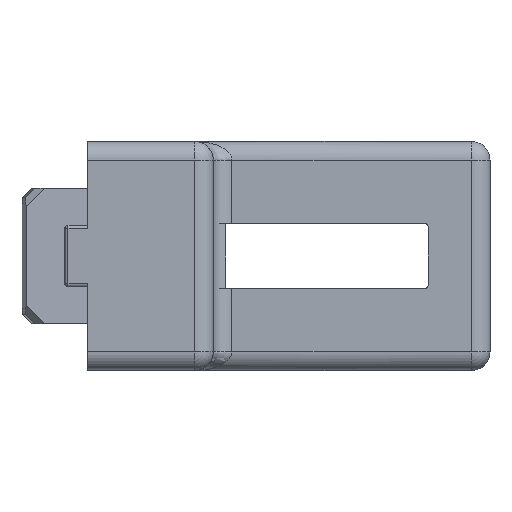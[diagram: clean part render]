
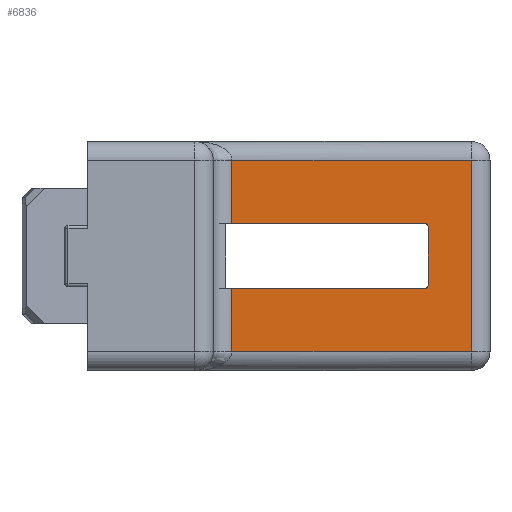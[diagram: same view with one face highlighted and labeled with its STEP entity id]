
A CAD part, front view. The second image highlights one B-rep face of the part: STEP entity #6836.
In plain terms, the highlighted face is planar.
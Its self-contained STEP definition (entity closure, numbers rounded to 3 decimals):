
#150 = LINE ( 'NONE', #2943, #2623 ) ;
#226 = AXIS2_PLACEMENT_3D ( 'NONE', #6546, #5923, #689 ) ;
#268 = CARTESIAN_POINT ( 'NONE',  ( 23.3, 20.3, 3. ) ) ;
#351 = ORIENTED_EDGE ( 'NONE', *, *, #426, .T. ) ;
#426 = EDGE_CURVE ( 'NONE', #1754, #2399, #3482, .T. ) ;
#649 = FACE_OUTER_BOUND ( 'NONE', #6186, .T. ) ;
#689 = DIRECTION ( 'NONE',  ( 0., 0., -1. ) ) ;
#733 = CARTESIAN_POINT ( 'NONE',  ( 23.3, 20.3, 23.7 ) ) ;
#872 = DIRECTION ( 'NONE',  ( 0., 0., -1. ) ) ;
#1370 = LINE ( 'NONE', #1639, #4978 ) ;
#1426 = ORIENTED_EDGE ( 'NONE', *, *, #7025, .F. ) ;
#1442 = EDGE_CURVE ( 'NONE', #2978, #3653, #7353, .T. ) ;
#1639 = CARTESIAN_POINT ( 'NONE',  ( 55., 20.3, 37. ) ) ;
#1754 = VERTEX_POINT ( 'NONE', #268 ) ;
#1786 = DIRECTION ( 'NONE',  ( 0., 0., -1. ) ) ;
#1857 = VECTOR ( 'NONE', #6167, 1000. ) ;
#1960 = DIRECTION ( 'NONE',  ( -1., 0., 0. ) ) ;
#1982 = DIRECTION ( 'NONE',  ( -1., 0., 0. ) ) ;
#2069 = CARTESIAN_POINT ( 'NONE',  ( 20.3, 20.3, 23.7 ) ) ;
#2211 = EDGE_CURVE ( 'NONE', #7432, #5518, #6106, .T. ) ;
#2245 = CARTESIAN_POINT ( 'NONE',  ( 20.3, 20.3, 13.3 ) ) ;
#2363 = ORIENTED_EDGE ( 'NONE', *, *, #2810, .T. ) ;
#2370 = VECTOR ( 'NONE', #4793, 1000. ) ;
#2398 = CARTESIAN_POINT ( 'NONE',  ( 23.3, 20.3, 34. ) ) ;
#2399 = VERTEX_POINT ( 'NONE', #7565 ) ;
#2496 = CARTESIAN_POINT ( 'NONE',  ( 55., 20.3, 23.2 ) ) ;
#2623 = VECTOR ( 'NONE', #4805, 1000. ) ;
#2703 = EDGE_CURVE ( 'NONE', #3653, #1754, #3934, .T. ) ;
#2724 = VECTOR ( 'NONE', #1982, 1000. ) ;
#2759 = ORIENTED_EDGE ( 'NONE', *, *, #4102, .T. ) ;
#2810 = EDGE_CURVE ( 'NONE', #5113, #6127, #3807, .T. ) ;
#2896 = ORIENTED_EDGE ( 'NONE', *, *, #2211, .T. ) ;
#2943 = CARTESIAN_POINT ( 'NONE',  ( 20.3, 20.3, 34. ) ) ;
#2978 = VERTEX_POINT ( 'NONE', #4280 ) ;
#3172 = AXIS2_PLACEMENT_3D ( 'NONE', #7333, #5598, #872 ) ;
#3199 = LINE ( 'NONE', #2069, #7556 ) ;
#3214 = VECTOR ( 'NONE', #7518, 1000. ) ;
#3249 = CARTESIAN_POINT ( 'NONE',  ( 54.5, 20.3, 23.7 ) ) ;
#3473 = PLANE ( 'NONE',  #226 ) ;
#3482 = LINE ( 'NONE', #4015, #6944 ) ;
#3503 = LINE ( 'NONE', #2398, #2370 ) ;
#3543 = VERTEX_POINT ( 'NONE', #733 ) ;
#3547 = EDGE_CURVE ( 'NONE', #3865, #2978, #150, .T. ) ;
#3653 = VERTEX_POINT ( 'NONE', #6964 ) ;
#3681 = CARTESIAN_POINT ( 'NONE',  ( 20.3, 20.3, 3. ) ) ;
#3734 = ORIENTED_EDGE ( 'NONE', *, *, #2703, .T. ) ;
#3807 = CIRCLE ( 'NONE', #5789, 0.5 ) ;
#3838 = ORIENTED_EDGE ( 'NONE', *, *, #6591, .T. ) ;
#3849 = EDGE_CURVE ( 'NONE', #3543, #3865, #3503, .T. ) ;
#3865 = VERTEX_POINT ( 'NONE', #5999 ) ;
#3934 = LINE ( 'NONE', #3681, #2724 ) ;
#4015 = CARTESIAN_POINT ( 'NONE',  ( 23.3, 20.3, 13.3 ) ) ;
#4102 = EDGE_CURVE ( 'NONE', #2399, #5113, #5631, .T. ) ;
#4280 = CARTESIAN_POINT ( 'NONE',  ( 62., 20.3, 34. ) ) ;
#4515 = CARTESIAN_POINT ( 'NONE',  ( 62., 20.3, 37. ) ) ;
#4793 = DIRECTION ( 'NONE',  ( 0., 0., 1. ) ) ;
#4805 = DIRECTION ( 'NONE',  ( 1., 0., 0. ) ) ;
#4978 = VECTOR ( 'NONE', #6883, 1000. ) ;
#5095 = ORIENTED_EDGE ( 'NONE', *, *, #3547, .T. ) ;
#5113 = VERTEX_POINT ( 'NONE', #6041 ) ;
#5208 = DIRECTION ( 'NONE',  ( 0., -1., 0. ) ) ;
#5518 = VERTEX_POINT ( 'NONE', #3249 ) ;
#5597 = CARTESIAN_POINT ( 'NONE',  ( 55., 20.3, 13.8 ) ) ;
#5598 = DIRECTION ( 'NONE',  ( 0., -1., 0. ) ) ;
#5631 = LINE ( 'NONE', #2245, #3214 ) ;
#5653 = ORIENTED_EDGE ( 'NONE', *, *, #3849, .T. ) ;
#5789 = AXIS2_PLACEMENT_3D ( 'NONE', #7018, #5208, #1786 ) ;
#5923 = DIRECTION ( 'NONE',  ( 0., -1., 0. ) ) ;
#5999 = CARTESIAN_POINT ( 'NONE',  ( 23.3, 20.3, 34. ) ) ;
#6041 = CARTESIAN_POINT ( 'NONE',  ( 54.5, 20.3, 13.3 ) ) ;
#6106 = CIRCLE ( 'NONE', #3172, 0.5 ) ;
#6127 = VERTEX_POINT ( 'NONE', #5597 ) ;
#6167 = DIRECTION ( 'NONE',  ( 0., 0., -1. ) ) ;
#6186 = EDGE_LOOP ( 'NONE', ( #3734, #351, #2759, #2363, #1426, #2896, #3838, #5653, #5095, #6258 ) ) ;
#6258 = ORIENTED_EDGE ( 'NONE', *, *, #1442, .T. ) ;
#6546 = CARTESIAN_POINT ( 'NONE',  ( 20.3, 20.3, 37. ) ) ;
#6591 = EDGE_CURVE ( 'NONE', #5518, #3543, #3199, .T. ) ;
#6836 = ADVANCED_FACE ( 'NONE', ( #649 ), #3473, .F. ) ;
#6883 = DIRECTION ( 'NONE',  ( 0., 0., -1. ) ) ;
#6944 = VECTOR ( 'NONE', #7505, 1000. ) ;
#6964 = CARTESIAN_POINT ( 'NONE',  ( 62., 20.3, 3. ) ) ;
#7018 = CARTESIAN_POINT ( 'NONE',  ( 54.5, 20.3, 13.8 ) ) ;
#7025 = EDGE_CURVE ( 'NONE', #7432, #6127, #1370, .T. ) ;
#7333 = CARTESIAN_POINT ( 'NONE',  ( 54.5, 20.3, 23.2 ) ) ;
#7353 = LINE ( 'NONE', #4515, #1857 ) ;
#7432 = VERTEX_POINT ( 'NONE', #2496 ) ;
#7505 = DIRECTION ( 'NONE',  ( 0., 0., 1. ) ) ;
#7518 = DIRECTION ( 'NONE',  ( 1., 0., 0. ) ) ;
#7556 = VECTOR ( 'NONE', #1960, 1000. ) ;
#7565 = CARTESIAN_POINT ( 'NONE',  ( 23.3, 20.3, 13.3 ) ) ;
